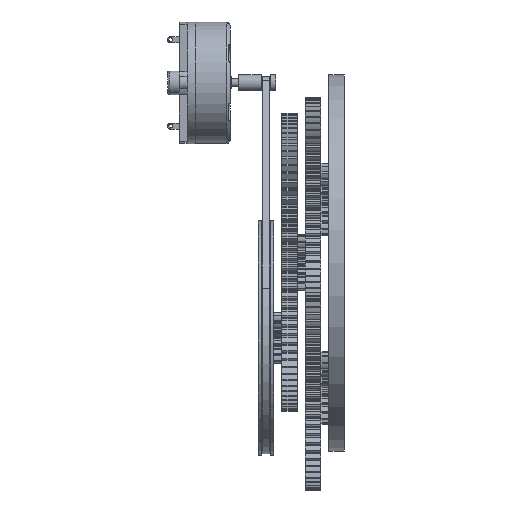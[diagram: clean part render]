
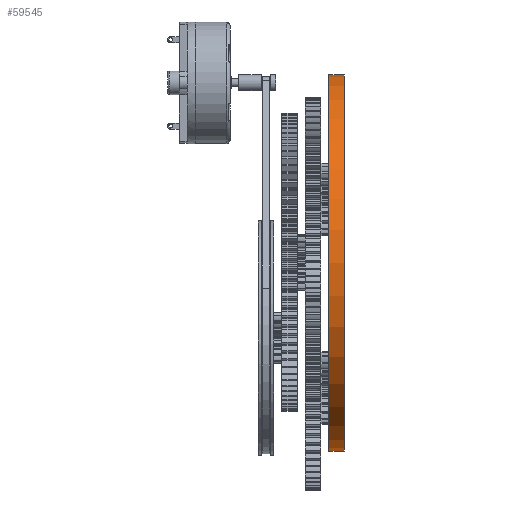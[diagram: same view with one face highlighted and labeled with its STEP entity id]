
A CAD part, left-side view. The second image highlights one B-rep face of the part: STEP entity #59545.
In plain terms, the highlighted cylindrical face has radius 48 mm (diameter 96 mm), a full revolution.
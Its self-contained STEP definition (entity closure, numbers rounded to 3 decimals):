
#8246=FACE_OUTER_BOUND('',#11555,.T.);
#11555=EDGE_LOOP('',(#45016,#45017,#45018,#45019));
#14607=LINE('',#183018,#17204);
#17204=VECTOR('',#69839,48.);
#19263=CIRCLE('',#62463,48.);
#19689=CIRCLE('',#63120,48.);
#22692=VERTEX_POINT('',#139702);
#23959=VERTEX_POINT('',#183017);
#29916=EDGE_CURVE('',#22692,#22692,#19263,.T.);
#31823=EDGE_CURVE('',#22692,#23959,#14607,.T.);
#31824=EDGE_CURVE('',#23959,#23959,#19689,.T.);
#45016=ORIENTED_EDGE('',*,*,#29916,.F.);
#45017=ORIENTED_EDGE('',*,*,#31823,.T.);
#45018=ORIENTED_EDGE('',*,*,#31824,.F.);
#45019=ORIENTED_EDGE('',*,*,#31823,.F.);
#57416=CYLINDRICAL_SURFACE('',#63119,48.);
#59545=ADVANCED_FACE('',(#8246),#57416,.T.);
#62463=AXIS2_PLACEMENT_3D('',#139703,#67895,#67896);
#63119=AXIS2_PLACEMENT_3D('',#183016,#69837,#69838);
#63120=AXIS2_PLACEMENT_3D('',#183019,#69840,#69841);
#67895=DIRECTION('center_axis',(0.,1.,0.));
#67896=DIRECTION('ref_axis',(-1.,0.,0.));
#69837=DIRECTION('center_axis',(0.,1.,0.));
#69838=DIRECTION('ref_axis',(-1.,0.,0.));
#69839=DIRECTION('',(0.,-1.,0.));
#69840=DIRECTION('center_axis',(0.,-1.,0.));
#69841=DIRECTION('ref_axis',(-1.,0.,0.));
#139702=CARTESIAN_POINT('',(-16.5,-124.833,36.833));
#139703=CARTESIAN_POINT('Origin',(-64.5,-124.833,36.833));
#183016=CARTESIAN_POINT('Origin',(-64.5,-128.833,36.833));
#183017=CARTESIAN_POINT('',(-16.5,-128.833,36.833));
#183018=CARTESIAN_POINT('',(-16.5,-128.833,36.833));
#183019=CARTESIAN_POINT('Origin',(-64.5,-128.833,36.833));
